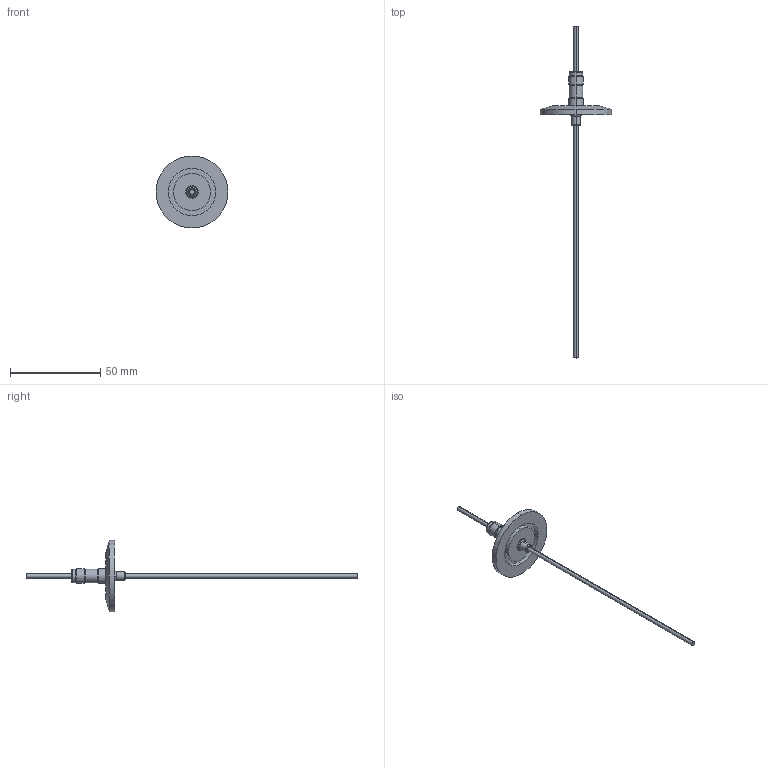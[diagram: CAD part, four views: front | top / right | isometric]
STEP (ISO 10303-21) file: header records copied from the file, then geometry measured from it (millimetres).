
FILE_DESCRIPTION (( 'STEP AP203' ), '1' );
FILE_NAME ('A0516-16-QF.STEP', '2013-09-18T11:19:53', ( '' ), ( '' ), 'SwSTEP 2.0', 'SolidWorks 2012', '' );
FILE_SCHEMA (( 'CONFIG_CONTROL_DESIGN' ));
Length unit declared in the file: inch
Products named in the file (1): A0516-16-QF
Bounding box: 39.88 x 184.15 x 39.88 mm (x, y, z)
Volume: 6501 mm3; surface area: 5759.1 mm2
Topology: 1 solids, 1 shells, 71 faces, 152 edges, 94 vertices
Faces by surface type: cylinder 38, plane 13, cone 12, bspline 8
Entity records: 2115 total; most frequent: CARTESIAN_POINT 450, DIRECTION 374, ORIENTED_EDGE 304, AXIS2_PLACEMENT_3D 162, EDGE_CURVE 152, CIRCLE 98, VERTEX_POINT 94, EDGE_LOOP 82
